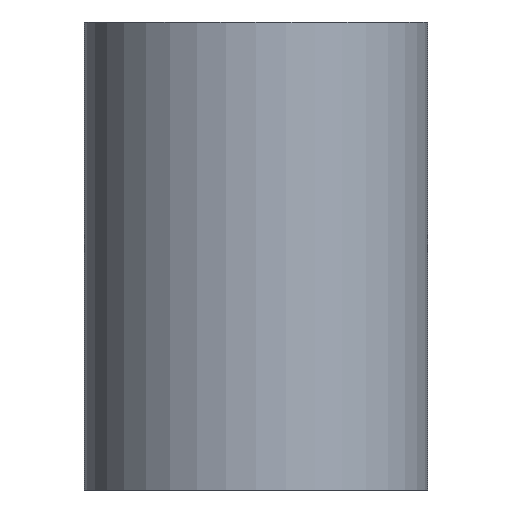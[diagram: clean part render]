
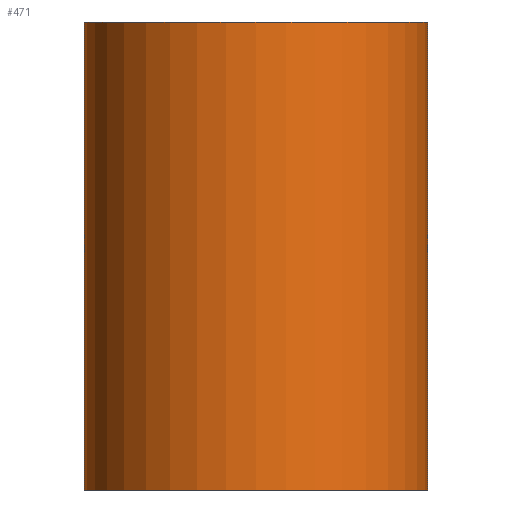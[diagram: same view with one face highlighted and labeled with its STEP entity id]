
A CAD part, left-side view. The second image highlights one B-rep face of the part: STEP entity #471.
In plain terms, the highlighted cylindrical face has radius 6.711 mm (diameter 13.423 mm), a partial arc.
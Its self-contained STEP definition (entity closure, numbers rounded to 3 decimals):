
#18=CYLINDRICAL_SURFACE('',#522,6.711);
#49=FACE_OUTER_BOUND('',#81,.T.);
#81=EDGE_LOOP('',(#411,#412,#413,#414));
#88=CIRCLE('',#492,6.711);
#91=CIRCLE('',#496,6.711);
#144=LINE('',#774,#195);
#146=LINE('',#777,#197);
#195=VECTOR('',#638,10.);
#197=VECTOR('',#642,10.);
#204=VERTEX_POINT('',#661);
#205=VERTEX_POINT('',#663);
#222=VERTEX_POINT('',#698);
#223=VERTEX_POINT('',#700);
#246=EDGE_CURVE('',#204,#205,#88,.T.);
#264=EDGE_CURVE('',#222,#223,#91,.T.);
#300=EDGE_CURVE('',#222,#205,#144,.T.);
#302=EDGE_CURVE('',#223,#204,#146,.T.);
#411=ORIENTED_EDGE('',*,*,#302,.F.);
#412=ORIENTED_EDGE('',*,*,#264,.F.);
#413=ORIENTED_EDGE('',*,*,#300,.T.);
#414=ORIENTED_EDGE('',*,*,#246,.F.);
#471=ADVANCED_FACE('',(#49),#18,.T.);
#492=AXIS2_PLACEMENT_3D('',#664,#535,#536);
#496=AXIS2_PLACEMENT_3D('',#701,#558,#559);
#522=AXIS2_PLACEMENT_3D('',#776,#640,#641);
#535=DIRECTION('center_axis',(0.,0.,1.));
#536=DIRECTION('ref_axis',(-1.,0.,0.));
#558=DIRECTION('center_axis',(0.,0.,-1.));
#559=DIRECTION('ref_axis',(-1.,0.,0.));
#638=DIRECTION('',(0.,0.,1.));
#640=DIRECTION('center_axis',(0.,0.,1.));
#641=DIRECTION('ref_axis',(-1.,0.,0.));
#642=DIRECTION('',(0.,0.,1.));
#661=CARTESIAN_POINT('',(-12.7,-280.931,26.289));
#663=CARTESIAN_POINT('',(-12.7,-294.353,26.289));
#664=CARTESIAN_POINT('Origin',(-12.7,-287.642,26.289));
#698=CARTESIAN_POINT('',(-12.7,-294.353,8.001));
#700=CARTESIAN_POINT('',(-12.7,-280.931,8.001));
#701=CARTESIAN_POINT('Origin',(-12.7,-287.642,8.001));
#774=CARTESIAN_POINT('',(-12.7,-294.353,24.765));
#776=CARTESIAN_POINT('Origin',(-12.7,-287.642,9.525));
#777=CARTESIAN_POINT('',(-12.7,-280.931,24.765));
